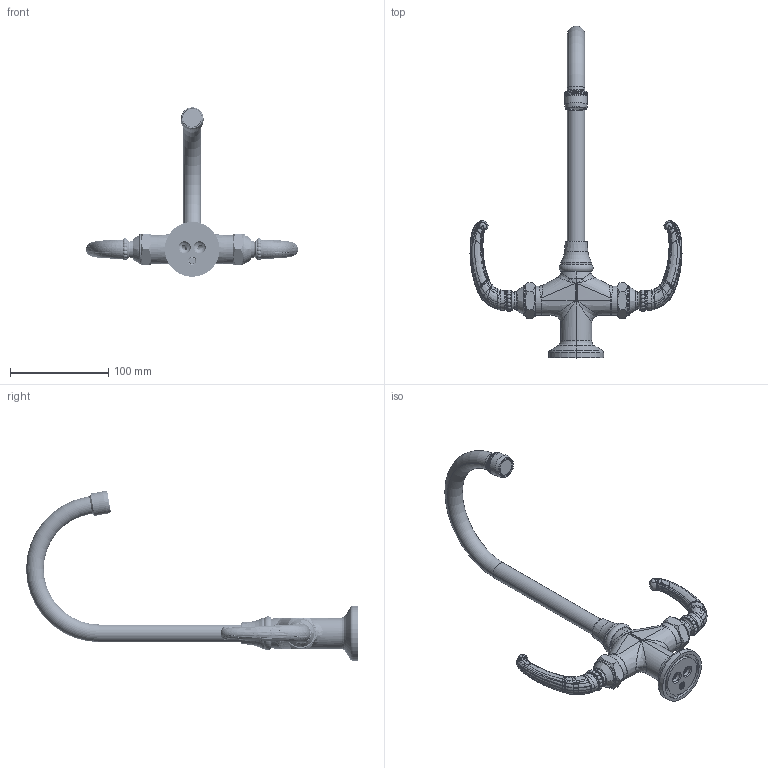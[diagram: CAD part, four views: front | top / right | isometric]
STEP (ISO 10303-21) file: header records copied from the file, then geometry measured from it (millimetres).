
FILE_DESCRIPTION((''),'2;1');
FILE_NAME('8881_ASM','2010-10-21T',('project'),(''),'PRO/ENGINEER BY PARAMETRIC TECHNOLOGY CORPORATION, 2009300','PRO/ENGINEER BY PARAMETRIC TECHNOLOGY CORPORATION, 2009300','');
FILE_SCHEMA(('CONFIG_CONTROL_DESIGN'));
Length unit declared in the file: inch
Products named in the file (19): 10230; 1-204; 1-205; 10515; 2-239_ASM; 10065; 10068; 11648; 11528; 91040; 2-634_ASM; 91016; 91027; 2-132_ASM; 10517; 10102; 92131; 2-105_ASM; 8881_ASM
Assembly tree (21 placements, depth 4):
  8881_ASM
    2-239_ASM
      10230
      1-204
      1-205
      10515
    2-132_ASM
      10065
      10068
      2-634_ASM
        11648
        11528
        91040
      91016
      91027  x2
    10517  x2
    2-105_ASM  x2
      10102
      92131
Bounding box: 216.05 x 338.07 x 172.68 mm (x, y, z)
Volume: 211523.5 mm3; surface area: 182735.6 mm2
Topology: 18 solids, 35 shells, 3463 faces, 8909 edges, 5464 vertices
Faces by surface type: bspline 1807, cylinder 826, plane 453, cone 161, torus 152, sphere 64
Entity records: 173233 total; most frequent: CARTESIAN_POINT 121729, ORIENTED_EDGE 12375, DIRECTION 8007, EDGE_CURVE 6294, VERTEX_POINT 3907, AXIS2_PLACEMENT_3D 3213, B_SPLINE_CURVE_WITH_KNOTS 2984, EDGE_LOOP 2515
